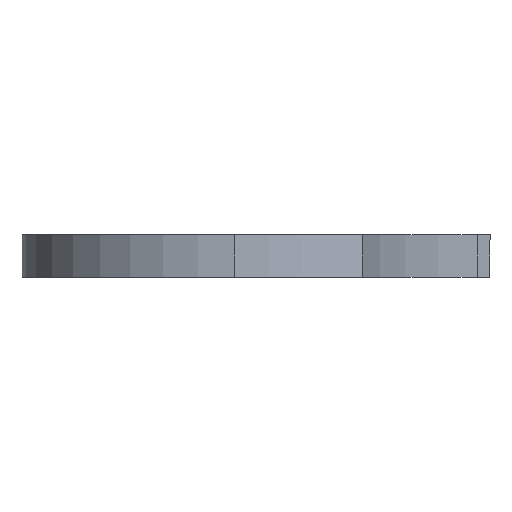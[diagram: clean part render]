
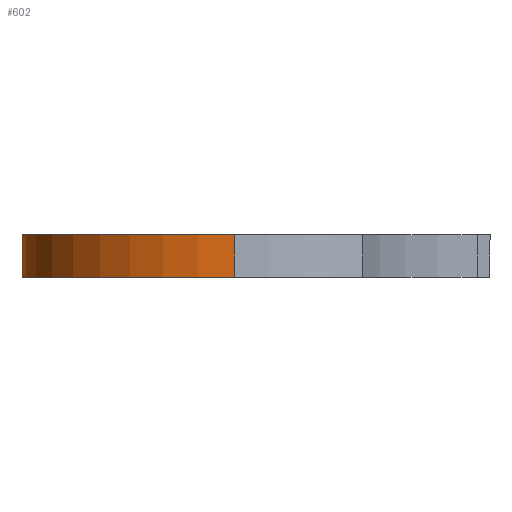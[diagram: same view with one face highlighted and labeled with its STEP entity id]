
A CAD part, left-side view. The second image highlights one B-rep face of the part: STEP entity #602.
In plain terms, the highlighted cylindrical face has radius 25 mm (diameter 50 mm), a partial arc.
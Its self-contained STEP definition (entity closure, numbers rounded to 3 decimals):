
#10 = LINE ( 'NONE', #758, #622 ) ;
#31 = ORIENTED_EDGE ( 'NONE', *, *, #214, .F. ) ;
#59 = CARTESIAN_POINT ( 'NONE',  ( -39.442, -24.994, 5. ) ) ;
#113 = DIRECTION ( 'NONE',  ( 0., 0., 1. ) ) ;
#116 = EDGE_CURVE ( 'NONE', #745, #274, #142, .T. ) ;
#137 = EDGE_LOOP ( 'NONE', ( #31, #414, #198, #347 ) ) ;
#142 = CIRCLE ( 'NONE', #176, 25. ) ;
#144 = DIRECTION ( 'NONE',  ( 0., 0., -1. ) ) ;
#158 = CARTESIAN_POINT ( 'NONE',  ( -15., 0., 5. ) ) ;
#172 = CARTESIAN_POINT ( 'NONE',  ( -14.442, -24.994, 0. ) ) ;
#176 = AXIS2_PLACEMENT_3D ( 'NONE', #533, #113, #604 ) ;
#198 = ORIENTED_EDGE ( 'NONE', *, *, #531, .T. ) ;
#211 = VERTEX_POINT ( 'NONE', #239 ) ;
#214 = EDGE_CURVE ( 'NONE', #274, #211, #245, .T. ) ;
#217 = DIRECTION ( 'NONE',  ( 0., 0., -1. ) ) ;
#239 = CARTESIAN_POINT ( 'NONE',  ( -39.442, -24.994, 0. ) ) ;
#245 = LINE ( 'NONE', #472, #562 ) ;
#246 = EDGE_CURVE ( 'NONE', #636, #211, #499, .T. ) ;
#274 = VERTEX_POINT ( 'NONE', #59 ) ;
#277 = CARTESIAN_POINT ( 'NONE',  ( -14.442, -24.994, 5. ) ) ;
#305 = DIRECTION ( 'NONE',  ( 0., 0., 1. ) ) ;
#347 = ORIENTED_EDGE ( 'NONE', *, *, #246, .T. ) ;
#412 = DIRECTION ( 'NONE',  ( 0., 0., -1. ) ) ;
#414 = ORIENTED_EDGE ( 'NONE', *, *, #116, .F. ) ;
#460 = CYLINDRICAL_SURFACE ( 'NONE', #609, 25. ) ;
#472 = CARTESIAN_POINT ( 'NONE',  ( -39.442, -24.994, 5. ) ) ;
#499 = CIRCLE ( 'NONE', #772, 25. ) ;
#531 = EDGE_CURVE ( 'NONE', #745, #636, #10, .T. ) ;
#533 = CARTESIAN_POINT ( 'NONE',  ( -14.442, -24.994, 5. ) ) ;
#562 = VECTOR ( 'NONE', #412, 1000. ) ;
#573 = DIRECTION ( 'NONE',  ( -1., 0., 0. ) ) ;
#602 = ADVANCED_FACE ( 'NONE', ( #701 ), #460, .T. ) ;
#604 = DIRECTION ( 'NONE',  ( -1., 0., 0. ) ) ;
#609 = AXIS2_PLACEMENT_3D ( 'NONE', #277, #217, #573 ) ;
#622 = VECTOR ( 'NONE', #144, 1000. ) ;
#636 = VERTEX_POINT ( 'NONE', #704 ) ;
#701 = FACE_OUTER_BOUND ( 'NONE', #137, .T. ) ;
#704 = CARTESIAN_POINT ( 'NONE',  ( -15., 0., 0. ) ) ;
#719 = DIRECTION ( 'NONE',  ( -1., 0., 0. ) ) ;
#745 = VERTEX_POINT ( 'NONE', #158 ) ;
#758 = CARTESIAN_POINT ( 'NONE',  ( -15., 0., 5. ) ) ;
#772 = AXIS2_PLACEMENT_3D ( 'NONE', #172, #305, #719 ) ;
